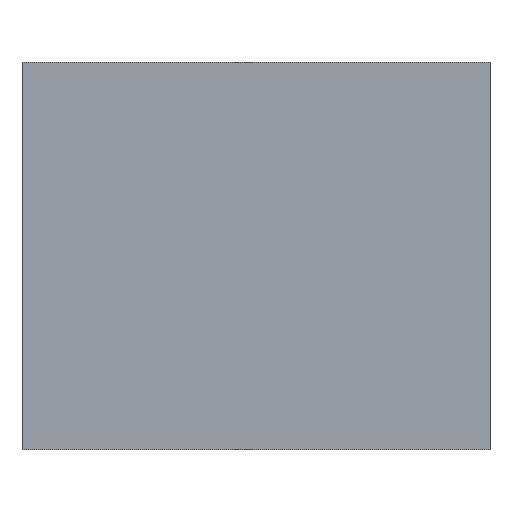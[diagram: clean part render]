
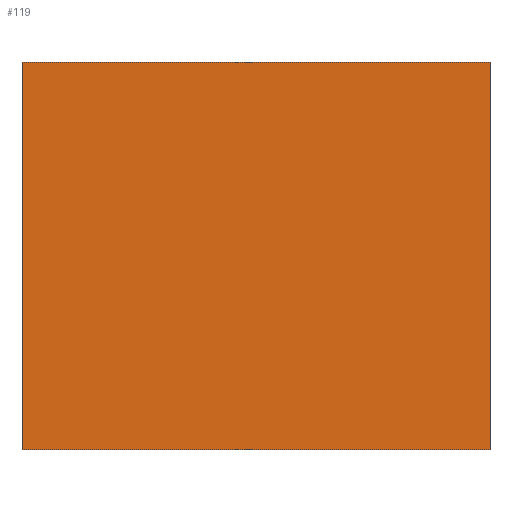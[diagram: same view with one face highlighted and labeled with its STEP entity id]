
A CAD part, top view. The second image highlights one B-rep face of the part: STEP entity #119.
In plain terms, the highlighted planar face has unit normal (0, 0, 1).
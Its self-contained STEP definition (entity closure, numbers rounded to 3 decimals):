
#9 = DIRECTION ( 'NONE',  ( 1., 0., 0. ) ) ;
#11 = LINE ( 'NONE', #118, #199 ) ;
#24 = DIRECTION ( 'NONE',  ( 0., 0., -1. ) ) ;
#39 = DIRECTION ( 'NONE',  ( 0., 1., 0. ) ) ;
#47 = EDGE_CURVE ( 'Edge4', #85, #102, #54, .T. ) ;
#54 = LINE ( 'NONE', #141, #236 ) ;
#61 = VERTEX_POINT ( 'NONE', #128 ) ;
#62 = ORIENTED_EDGE ( 'NONE', *, *, #165, .T. ) ;
#63 = CARTESIAN_POINT ( 'NONE',  ( 200., -165.5, 0.5 ) ) ;
#84 = LINE ( 'NONE', #103, #132 ) ;
#85 = VERTEX_POINT ( 'NONE', #101 ) ;
#86 = CARTESIAN_POINT ( 'NONE',  ( 0., 0., 0.5 ) ) ;
#87 = CARTESIAN_POINT ( 'NONE',  ( 200., 165.5, 0.5 ) ) ;
#88 = DIRECTION ( 'NONE',  ( -1., 0., 0. ) ) ;
#95 = EDGE_LOOP ( 'NONE', ( #62, #213, #143, #152 ) ) ;
#101 = CARTESIAN_POINT ( 'NONE',  ( 200., -165.5, 0.5 ) ) ;
#102 = VERTEX_POINT ( 'NONE', #87 ) ;
#103 = CARTESIAN_POINT ( 'NONE',  ( -200., 165.5, 0.5 ) ) ;
#109 = EDGE_CURVE ( 'NONE', #130, #85, #185, .T. ) ;
#117 = CARTESIAN_POINT ( 'NONE',  ( -200., -165.5, 0.5 ) ) ;
#118 = CARTESIAN_POINT ( 'NONE',  ( 200., 165.5, 0.5 ) ) ;
#119 = ADVANCED_FACE ( 'Face1', ( #205 ), #172, .F. ) ;
#128 = CARTESIAN_POINT ( 'NONE',  ( -200., 165.5, 0.5 ) ) ;
#130 = VERTEX_POINT ( 'NONE', #117 ) ;
#132 = VECTOR ( 'NONE', #173, 1000. ) ;
#138 = EDGE_CURVE ( 'Edge5', #102, #61, #11, .T. ) ;
#141 = CARTESIAN_POINT ( 'NONE',  ( 200., 165.5, 0.5 ) ) ;
#142 = VECTOR ( 'NONE', #9, 1000. ) ;
#143 = ORIENTED_EDGE ( 'NONE', *, *, #47, .T. ) ;
#152 = ORIENTED_EDGE ( 'NONE', *, *, #138, .T. ) ;
#165 = EDGE_CURVE ( 'Edge6', #61, #130, #84, .T. ) ;
#172 = PLANE ( 'NONE',  #229 ) ;
#173 = DIRECTION ( 'NONE',  ( 0., -1., 0. ) ) ;
#185 = LINE ( 'NONE', #63, #142 ) ;
#199 = VECTOR ( 'NONE', #202, 1000. ) ;
#202 = DIRECTION ( 'NONE',  ( -1., 0., 0. ) ) ;
#205 = FACE_OUTER_BOUND ( 'NONE', #95, .T. ) ;
#213 = ORIENTED_EDGE ( 'NONE', *, *, #109, .T. ) ;
#229 = AXIS2_PLACEMENT_3D ( 'NONE', #86, #24, #88 ) ;
#236 = VECTOR ( 'NONE', #39, 1000. ) ;
